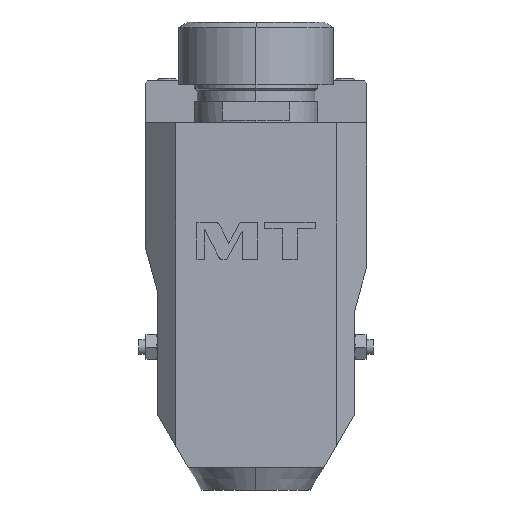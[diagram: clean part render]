
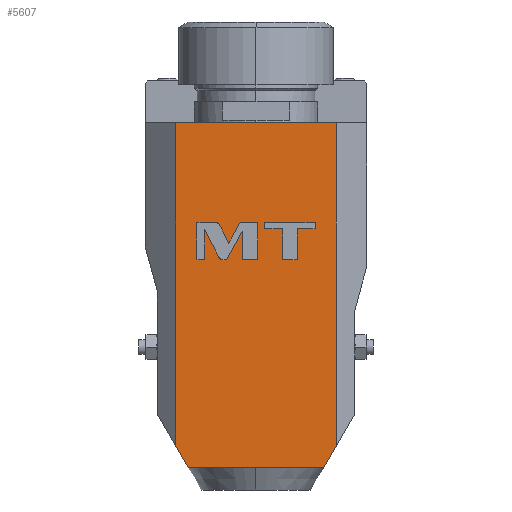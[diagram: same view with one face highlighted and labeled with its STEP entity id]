
A CAD part, left-side view. The second image highlights one B-rep face of the part: STEP entity #5607.
In plain terms, the highlighted planar face has unit normal (-1, 0, 0).
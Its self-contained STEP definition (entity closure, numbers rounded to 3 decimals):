
#388=DIRECTION('',(0.,1.,0.));
#389=VECTOR('',#388,0.196);
#390=CARTESIAN_POINT('',(-142.5,-32.696,-103.));
#391=LINE('',#390,#389);
#456=DIRECTION('',(0.,1.,0.));
#457=VECTOR('',#456,0.196);
#458=CARTESIAN_POINT('',(-142.5,32.5,-103.));
#459=LINE('',#458,#457);
#464=DIRECTION('',(0.,0.,1.));
#465=VECTOR('',#464,131.);
#466=CARTESIAN_POINT('',(-142.5,-32.5,-103.));
#467=LINE('',#466,#465);
#468=DIRECTION('',(0.,0.5,-0.866));
#469=VECTOR('',#468,10.392);
#470=CARTESIAN_POINT('',(-142.5,-32.696,-103.));
#471=LINE('',#470,#469);
#472=DIRECTION('',(0.,-0.5,-0.866));
#473=VECTOR('',#472,10.392);
#474=CARTESIAN_POINT('',(-142.5,32.696,-103.));
#475=LINE('',#474,#473);
#476=DIRECTION('',(0.,0.,1.));
#477=VECTOR('',#476,131.);
#478=CARTESIAN_POINT('',(-142.5,32.5,-103.));
#479=LINE('',#478,#477);
#480=DIRECTION('',(0.,1.,0.));
#481=VECTOR('',#480,65.);
#482=CARTESIAN_POINT('',(-142.5,-32.5,28.));
#483=LINE('',#482,#481);
#484=CARTESIAN_POINT('',(-142.5,14.827,-13.477));
#485=CARTESIAN_POINT('',(-142.5,15.139,-12.874));
#486=CARTESIAN_POINT('',(-142.5,15.754,-12.5));
#487=CARTESIAN_POINT('',(-142.5,16.432,-12.5));
#489=DIRECTION('',(0.,1.,0.));
#490=VECTOR('',#489,7.541);
#491=CARTESIAN_POINT('',(-142.5,16.432,-12.5));
#492=LINE('',#491,#490);
#493=DIRECTION('',(0.,0.,-1.));
#494=VECTOR('',#493,15.);
#495=CARTESIAN_POINT('',(-142.5,23.973,-12.5));
#496=LINE('',#495,#494);
#497=DIRECTION('',(0.,-1.,0.));
#498=VECTOR('',#497,3.12);
#499=CARTESIAN_POINT('',(-142.5,23.973,-27.5));
#500=LINE('',#499,#498);
#501=DIRECTION('',(0.,0.,1.));
#502=VECTOR('',#501,12.152);
#503=CARTESIAN_POINT('',(-142.5,20.853,-27.5));
#504=LINE('',#503,#502);
#505=DIRECTION('',(0.,-0.459,-0.888));
#506=VECTOR('',#505,12.58);
#507=CARTESIAN_POINT('',(-142.5,20.853,-15.348));
#508=LINE('',#507,#506);
#509=CARTESIAN_POINT('',(-142.5,15.075,-26.523));
#510=CARTESIAN_POINT('',(-142.5,14.763,-27.126));
#511=CARTESIAN_POINT('',(-142.5,14.147,-27.5));
#512=CARTESIAN_POINT('',(-142.5,13.469,-27.5));
#514=DIRECTION('',(0.,-1.,0.));
#515=VECTOR('',#514,1.565);
#516=CARTESIAN_POINT('',(-142.5,13.469,-27.5));
#517=LINE('',#516,#515);
#518=DIRECTION('',(0.,-0.481,0.877));
#519=VECTOR('',#518,13.015);
#520=CARTESIAN_POINT('',(-142.5,11.904,-27.5));
#521=LINE('',#520,#519);
#522=DIRECTION('',(0.,0.,-1.));
#523=VECTOR('',#522,11.409);
#524=CARTESIAN_POINT('',(-142.5,5.641,-16.091));
#525=LINE('',#524,#523);
#526=DIRECTION('',(0.,-1.,0.));
#527=VECTOR('',#526,6.312);
#528=CARTESIAN_POINT('',(-142.5,5.641,-27.5));
#529=LINE('',#528,#527);
#530=DIRECTION('',(0.,0.,1.));
#531=VECTOR('',#530,15.);
#532=CARTESIAN_POINT('',(-142.5,-0.671,-27.5));
#533=LINE('',#532,#531);
#534=DIRECTION('',(0.,1.,0.));
#535=VECTOR('',#534,7.116);
#536=CARTESIAN_POINT('',(-142.5,-0.671,-12.5));
#537=LINE('',#536,#535);
#538=DIRECTION('',(0.,0.481,-0.877));
#539=VECTOR('',#538,9.511);
#540=CARTESIAN_POINT('',(-142.5,6.445,-12.5));
#541=LINE('',#540,#539);
#542=DIRECTION('',(0.,0.459,0.888));
#543=VECTOR('',#542,8.286);
#544=CARTESIAN_POINT('',(-142.5,11.022,-20.837));
#545=LINE('',#544,#543);
#546=DIRECTION('',(0.,0.,-1.));
#547=VECTOR('',#546,12.446);
#548=CARTESIAN_POINT('',(-142.5,-10.759,-15.054));
#549=LINE('',#548,#547);
#550=DIRECTION('',(0.,-1.,0.));
#551=VECTOR('',#550,5.942);
#552=CARTESIAN_POINT('',(-142.5,-10.759,-27.5));
#553=LINE('',#552,#551);
#554=DIRECTION('',(0.,0.,1.));
#555=VECTOR('',#554,12.446);
#556=CARTESIAN_POINT('',(-142.5,-16.701,-27.5));
#557=LINE('',#556,#555);
#558=DIRECTION('',(0.,-1.,0.));
#559=VECTOR('',#558,7.272);
#560=CARTESIAN_POINT('',(-142.5,-16.701,-15.054));
#561=LINE('',#560,#559);
#562=DIRECTION('',(0.,0.,1.));
#563=VECTOR('',#562,2.554);
#564=CARTESIAN_POINT('',(-142.5,-23.973,-15.054));
#565=LINE('',#564,#563);
#566=DIRECTION('',(0.,1.,0.));
#567=VECTOR('',#566,20.486);
#568=CARTESIAN_POINT('',(-142.5,-23.973,-12.5));
#569=LINE('',#568,#567);
#570=DIRECTION('',(0.,0.,-1.));
#571=VECTOR('',#570,2.554);
#572=CARTESIAN_POINT('',(-142.5,-3.487,-12.5));
#573=LINE('',#572,#571);
#574=DIRECTION('',(0.,-1.,0.));
#575=VECTOR('',#574,7.272);
#576=CARTESIAN_POINT('',(-142.5,-3.487,-15.054));
#577=LINE('',#576,#575);
#586=DIRECTION('',(0.,1.,0.));
#587=VECTOR('',#586,55.);
#588=CARTESIAN_POINT('',(-142.5,-27.5,-112.));
#589=LINE('',#588,#587);
#4518=CARTESIAN_POINT('',(-142.5,-32.5,28.));
#4519=VERTEX_POINT('',#4518);
#4520=CARTESIAN_POINT('',(-142.5,32.5,28.));
#4521=VERTEX_POINT('',#4520);
#4782=CARTESIAN_POINT('',(-142.5,-32.696,-103.));
#4783=CARTESIAN_POINT('',(-142.5,-27.5,-112.));
#4784=VERTEX_POINT('',#4782);
#4785=VERTEX_POINT('',#4783);
#4786=CARTESIAN_POINT('',(-142.5,32.696,-103.));
#4787=CARTESIAN_POINT('',(-142.5,27.5,-112.));
#4788=VERTEX_POINT('',#4786);
#4789=VERTEX_POINT('',#4787);
#4806=CARTESIAN_POINT('',(-142.5,-32.5,-103.));
#4808=VERTEX_POINT('',#4806);
#4810=CARTESIAN_POINT('',(-142.5,32.5,-103.));
#4812=VERTEX_POINT('',#4810);
#4901=CARTESIAN_POINT('',(-142.5,14.827,-13.477));
#4902=VERTEX_POINT('',#4901);
#4903=CARTESIAN_POINT('',(-142.5,16.432,-12.5));
#4904=VERTEX_POINT('',#4903);
#4905=CARTESIAN_POINT('',(-142.5,23.973,-12.5));
#4906=VERTEX_POINT('',#4905);
#4907=CARTESIAN_POINT('',(-142.5,23.973,-27.5));
#4908=VERTEX_POINT('',#4907);
#4909=CARTESIAN_POINT('',(-142.5,20.853,-27.5));
#4910=VERTEX_POINT('',#4909);
#4911=CARTESIAN_POINT('',(-142.5,20.853,-15.348));
#4912=VERTEX_POINT('',#4911);
#4913=CARTESIAN_POINT('',(-142.5,15.075,-26.523));
#4914=VERTEX_POINT('',#4913);
#4915=CARTESIAN_POINT('',(-142.5,13.469,-27.5));
#4916=VERTEX_POINT('',#4915);
#4917=CARTESIAN_POINT('',(-142.5,11.904,-27.5));
#4918=VERTEX_POINT('',#4917);
#4919=CARTESIAN_POINT('',(-142.5,5.641,-16.091));
#4920=VERTEX_POINT('',#4919);
#4921=CARTESIAN_POINT('',(-142.5,5.641,-27.5));
#4922=VERTEX_POINT('',#4921);
#4923=CARTESIAN_POINT('',(-142.5,-0.671,-27.5));
#4924=VERTEX_POINT('',#4923);
#4925=CARTESIAN_POINT('',(-142.5,-0.671,-12.5));
#4926=VERTEX_POINT('',#4925);
#4927=CARTESIAN_POINT('',(-142.5,6.445,-12.5));
#4928=VERTEX_POINT('',#4927);
#4929=CARTESIAN_POINT('',(-142.5,11.022,-20.837));
#4930=VERTEX_POINT('',#4929);
#4931=CARTESIAN_POINT('',(-142.5,-10.759,-15.054));
#4932=VERTEX_POINT('',#4931);
#4933=CARTESIAN_POINT('',(-142.5,-10.759,-27.5));
#4934=VERTEX_POINT('',#4933);
#4935=CARTESIAN_POINT('',(-142.5,-16.701,-27.5));
#4936=VERTEX_POINT('',#4935);
#4937=CARTESIAN_POINT('',(-142.5,-16.701,-15.054));
#4938=VERTEX_POINT('',#4937);
#4939=CARTESIAN_POINT('',(-142.5,-23.973,-15.054));
#4940=VERTEX_POINT('',#4939);
#4941=CARTESIAN_POINT('',(-142.5,-23.973,-12.5));
#4942=VERTEX_POINT('',#4941);
#4943=CARTESIAN_POINT('',(-142.5,-3.487,-12.5));
#4944=VERTEX_POINT('',#4943);
#4945=CARTESIAN_POINT('',(-142.5,-3.487,-15.054));
#4946=VERTEX_POINT('',#4945);
#5540=CARTESIAN_POINT('',(-142.5,0.,0.));
#5541=DIRECTION('',(1.,0.,0.));
#5542=DIRECTION('',(0.,1.,0.));
#5543=AXIS2_PLACEMENT_3D('',#5540,#5541,#5542);
#5544=PLANE('',#5543);
#5545=ORIENTED_EDGE('',*,*,#5397,.F.);
#5546=ORIENTED_EDGE('',*,*,#5419,.F.);
#5547=ORIENTED_EDGE('',*,*,#5437,.T.);
#5549=ORIENTED_EDGE('',*,*,#5548,.T.);
#5550=ORIENTED_EDGE('',*,*,#5489,.F.);
#5551=ORIENTED_EDGE('',*,*,#5534,.F.);
#5552=ORIENTED_EDGE('',*,*,#5523,.T.);
#5554=ORIENTED_EDGE('',*,*,#5553,.F.);
#5555=EDGE_LOOP('',(#5545,#5546,#5547,#5549,#5550,#5551,#5552,#5554));
#5556=FACE_OUTER_BOUND('',#5555,.F.);
#5558=ORIENTED_EDGE('',*,*,#5557,.T.);
#5560=ORIENTED_EDGE('',*,*,#5559,.T.);
#5562=ORIENTED_EDGE('',*,*,#5561,.T.);
#5564=ORIENTED_EDGE('',*,*,#5563,.T.);
#5566=ORIENTED_EDGE('',*,*,#5565,.T.);
#5568=ORIENTED_EDGE('',*,*,#5567,.T.);
#5570=ORIENTED_EDGE('',*,*,#5569,.T.);
#5572=ORIENTED_EDGE('',*,*,#5571,.T.);
#5574=ORIENTED_EDGE('',*,*,#5573,.T.);
#5576=ORIENTED_EDGE('',*,*,#5575,.T.);
#5578=ORIENTED_EDGE('',*,*,#5577,.T.);
#5580=ORIENTED_EDGE('',*,*,#5579,.T.);
#5582=ORIENTED_EDGE('',*,*,#5581,.T.);
#5584=ORIENTED_EDGE('',*,*,#5583,.T.);
#5586=ORIENTED_EDGE('',*,*,#5585,.T.);
#5587=EDGE_LOOP('',(#5558,#5560,#5562,#5564,#5566,#5568,#5570,#5572,#5574,#5576,
#5578,#5580,#5582,#5584,#5586));
#5588=FACE_BOUND('',#5587,.F.);
#5590=ORIENTED_EDGE('',*,*,#5589,.T.);
#5592=ORIENTED_EDGE('',*,*,#5591,.T.);
#5594=ORIENTED_EDGE('',*,*,#5593,.T.);
#5596=ORIENTED_EDGE('',*,*,#5595,.T.);
#5598=ORIENTED_EDGE('',*,*,#5597,.T.);
#5600=ORIENTED_EDGE('',*,*,#5599,.T.);
#5602=ORIENTED_EDGE('',*,*,#5601,.T.);
#5604=ORIENTED_EDGE('',*,*,#5603,.T.);
#5605=EDGE_LOOP('',(#5590,#5592,#5594,#5596,#5598,#5600,#5602,#5604));
#5606=FACE_BOUND('',#5605,.F.);
#5607=ADVANCED_FACE('',(#5556,#5588,#5606),#5544,.F.);
#488=B_SPLINE_CURVE_WITH_KNOTS('',3,(#484,#485,#486,#487),.UNSPECIFIED.,.F.,.F.,
(4,4),(0.,1.),.UNSPECIFIED.);
#513=B_SPLINE_CURVE_WITH_KNOTS('',3,(#509,#510,#511,#512),.UNSPECIFIED.,.F.,.F.,
(4,4),(0.,1.),.UNSPECIFIED.);
#5397=EDGE_CURVE('',#4808,#4519,#467,.T.);
#5419=EDGE_CURVE('',#4784,#4808,#391,.T.);
#5437=EDGE_CURVE('',#4784,#4785,#471,.T.);
#5489=EDGE_CURVE('',#4788,#4789,#475,.T.);
#5523=EDGE_CURVE('',#4812,#4521,#479,.T.);
#5534=EDGE_CURVE('',#4812,#4788,#459,.T.);
#5548=EDGE_CURVE('',#4785,#4789,#589,.T.);
#5553=EDGE_CURVE('',#4519,#4521,#483,.T.);
#5557=EDGE_CURVE('',#4902,#4904,#488,.T.);
#5559=EDGE_CURVE('',#4904,#4906,#492,.T.);
#5561=EDGE_CURVE('',#4906,#4908,#496,.T.);
#5563=EDGE_CURVE('',#4908,#4910,#500,.T.);
#5565=EDGE_CURVE('',#4910,#4912,#504,.T.);
#5567=EDGE_CURVE('',#4912,#4914,#508,.T.);
#5569=EDGE_CURVE('',#4914,#4916,#513,.T.);
#5571=EDGE_CURVE('',#4916,#4918,#517,.T.);
#5573=EDGE_CURVE('',#4918,#4920,#521,.T.);
#5575=EDGE_CURVE('',#4920,#4922,#525,.T.);
#5577=EDGE_CURVE('',#4922,#4924,#529,.T.);
#5579=EDGE_CURVE('',#4924,#4926,#533,.T.);
#5581=EDGE_CURVE('',#4926,#4928,#537,.T.);
#5583=EDGE_CURVE('',#4928,#4930,#541,.T.);
#5585=EDGE_CURVE('',#4930,#4902,#545,.T.);
#5589=EDGE_CURVE('',#4932,#4934,#549,.T.);
#5591=EDGE_CURVE('',#4934,#4936,#553,.T.);
#5593=EDGE_CURVE('',#4936,#4938,#557,.T.);
#5595=EDGE_CURVE('',#4938,#4940,#561,.T.);
#5597=EDGE_CURVE('',#4940,#4942,#565,.T.);
#5599=EDGE_CURVE('',#4942,#4944,#569,.T.);
#5601=EDGE_CURVE('',#4944,#4946,#573,.T.);
#5603=EDGE_CURVE('',#4946,#4932,#577,.T.);
